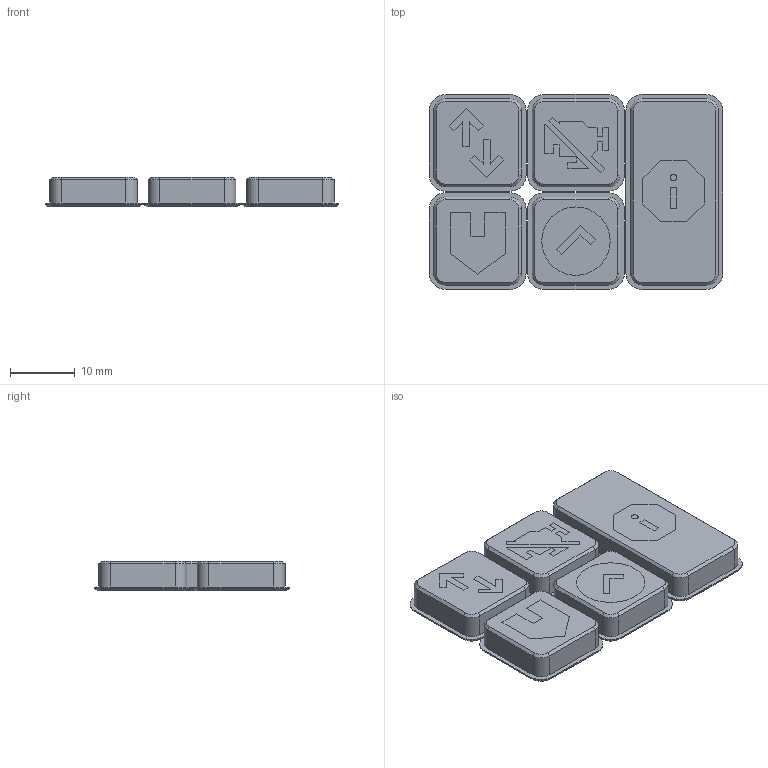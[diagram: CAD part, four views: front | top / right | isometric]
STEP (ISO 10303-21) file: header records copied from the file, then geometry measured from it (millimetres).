
FILE_DESCRIPTION(/* description */ (''),/* implementation_level */ '2;1');
FILE_NAME(/* name */ 'buttons.step',/* time_stamp */ '2025-08-26T19:04:35-04:00',/* author */ (''),/* organization */ (''),/* preprocessor_version */ 'ST-DEVELOPER v20.1',/* originating_system */ 'Autodesk Translation Framework v14.10.0.0',/* authorisation */ '');
FILE_SCHEMA (('AUTOMOTIVE_DESIGN { 1 0 10303 214 3 1 1 }'));
Length unit declared in the file: millimetre
Products named in the file (16): panel; lid; buttons; Component12; Component13; Component14; Component15; Component16; colors; Component5; Component6; Component7; Component8; Component9; Component10; Component11
Assembly tree (15 placements, depth 4):
  panel
    lid
      buttons
        Component12
        Component13
        Component14
        Component15
        Component16
    colors
      Component5
      Component6
      Component7
      Component8
      Component9
      Component10
      Component11
Bounding box: 45.48 x 30.24 x 4.61 mm (x, y, z)
Volume: 5335 mm3; surface area: 4497.9 mm2
Topology: 12 solids, 12 shells, 289 faces, 700 edges, 440 vertices
Faces by surface type: plane 185, cone 40, cylinder 40, bspline 24
Entity records: 8822 total; most frequent: CARTESIAN_POINT 1677, ORIENTED_EDGE 1400, DIRECTION 1366, EDGE_CURVE 700, LINE 532, VECTOR 532, VERTEX_POINT 440, AXIS2_PLACEMENT_3D 417
